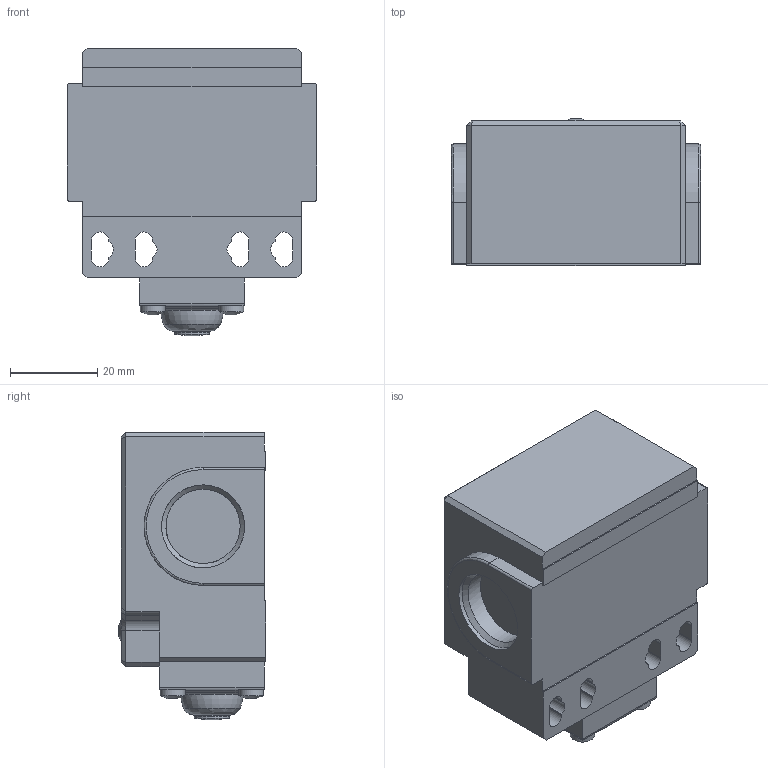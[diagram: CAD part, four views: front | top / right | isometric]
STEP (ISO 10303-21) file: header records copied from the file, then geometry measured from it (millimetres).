
FILE_DESCRIPTION (( 'STEP AP214' ), '1' );
FILE_NAME ('ADP2T14Z11.STEP', '2023-04-28T11:25:06', ( '' ), ( '' ), 'SwSTEP 2.0', 'SolidWorks 2021', '' );
FILE_SCHEMA (( 'AUTOMOTIVE_DESIGN' ));
Length unit declared in the file: inch
Products named in the file (1): ADP2T14Z11
Bounding box: 57 x 33.66 x 65.71 mm (x, y, z)
Volume: 85963.6 mm3; surface area: 16288.2 mm2
Topology: 1 solids, 7 shells, 180 faces, 437 edges, 283 vertices
Faces by surface type: plane 104, cylinder 59, bspline 10, cone 6, torus 1
Full cylindrical faces by diameter (mm): 5.6 x5, 6 x1, 6.5 x1, 8 x2, 8.1 x2, 14.3 x1, 14.5 x1, 17 x2, 19 x2
Entity records: 5641 total; most frequent: CARTESIAN_POINT 1459, DIRECTION 862, ORIENTED_EDGE 814, EDGE_CURVE 407, AXIS2_PLACEMENT_3D 294, VERTEX_POINT 275, LINE 274, VECTOR 274
